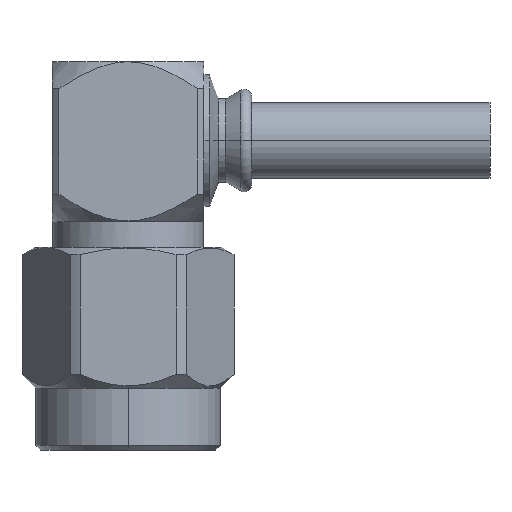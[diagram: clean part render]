
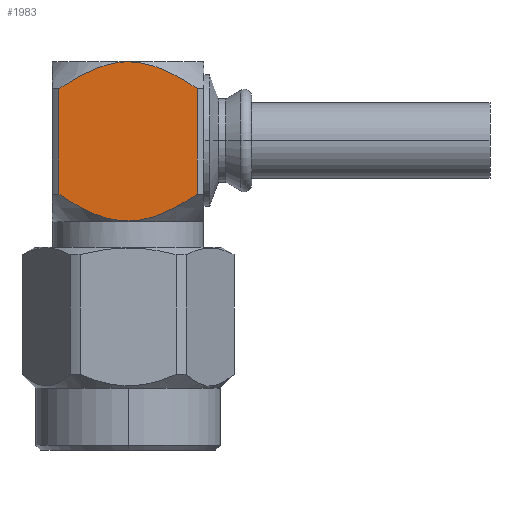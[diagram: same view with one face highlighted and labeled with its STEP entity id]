
A CAD part, left-side view. The second image highlights one B-rep face of the part: STEP entity #1983.
In plain terms, the highlighted planar face has unit normal (-1, 0, 0).
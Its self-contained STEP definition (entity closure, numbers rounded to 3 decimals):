
#27 = CARTESIAN_POINT ( 'NONE',  ( -3.175, -2.9, -1.125 ) ) ;
#112 = DIRECTION ( 'NONE',  ( -1., 0., 0. ) ) ;
#172 = CARTESIAN_POINT ( 'NONE',  ( -3.175, 0.531, -6.641 ) ) ;
#187 = VERTEX_POINT ( 'NONE', #375 ) ;
#283 = CARTESIAN_POINT ( 'NONE',  ( -3.175, 0., 0. ) ) ;
#325 = DIRECTION ( 'NONE',  ( 0., 0., -1. ) ) ;
#355 = B_SPLINE_CURVE_WITH_KNOTS ( 'NONE', 3,
 ( #2244, #389, #1874, #1070, #2425, #1287, #2622, #1491, #172, #1683, #400, #1878, #631, #2062 ),
 .UNSPECIFIED., .F., .F.,
 ( 4, 2, 2, 2, 2, 2, 4 ),
 ( 0.004, 0.005, 0.006, 0.007, 0.008, 0.009, 0.01 ),
 .UNSPECIFIED. ) ;
#367 = CARTESIAN_POINT ( 'NONE',  ( -3.175, -2.9, -13.4 ) ) ;
#375 = CARTESIAN_POINT ( 'NONE',  ( -3.175, 2.9, -1.125 ) ) ;
#389 = CARTESIAN_POINT ( 'NONE',  ( -3.175, -2.464, -5.844 ) ) ;
#400 = CARTESIAN_POINT ( 'NONE',  ( -3.175, 1.293, -6.429 ) ) ;
#414 = EDGE_CURVE ( 'NONE', #2522, #187, #906, .T. ) ;
#480 = CARTESIAN_POINT ( 'NONE',  ( -3.175, 2.9, -5.55 ) ) ;
#606 = EDGE_CURVE ( 'NONE', #187, #819, #1301, .T. ) ;
#631 = CARTESIAN_POINT ( 'NONE',  ( -3.175, 2.467, -5.842 ) ) ;
#694 = VERTEX_POINT ( 'NONE', #27 ) ;
#703 = ORIENTED_EDGE ( 'NONE', *, *, #1627, .F. ) ;
#819 = VERTEX_POINT ( 'NONE', #283 ) ;
#884 = ORIENTED_EDGE ( 'NONE', *, *, #1345, .F. ) ;
#906 = LINE ( 'NONE', #1679, #2368 ) ;
#919 = ORIENTED_EDGE ( 'NONE', *, *, #1319, .F. ) ;
#988 = CARTESIAN_POINT ( 'NONE',  ( -3.175, -2.465, -0.831 ) ) ;
#998 = PLANE ( 'NONE',  #2258 ) ;
#1040 = ORIENTED_EDGE ( 'NONE', *, *, #414, .F. ) ;
#1062 = CARTESIAN_POINT ( 'NONE',  ( -3.175, -2.9, -1.125 ) ) ;
#1070 = CARTESIAN_POINT ( 'NONE',  ( -3.175, -1.287, -6.431 ) ) ;
#1112 = FACE_OUTER_BOUND ( 'NONE', #2374, .T. ) ;
#1121 = ORIENTED_EDGE ( 'NONE', *, *, #606, .F. ) ;
#1206 = CARTESIAN_POINT ( 'NONE',  ( -3.175, 0., 0. ) ) ;
#1269 = CARTESIAN_POINT ( 'NONE',  ( -3.175, -2.009, -0.557 ) ) ;
#1287 = CARTESIAN_POINT ( 'NONE',  ( -3.175, -0.522, -6.642 ) ) ;
#1301 = B_SPLINE_CURVE_WITH_KNOTS ( 'NONE', 3,
 ( #1789, #1818, #1616, #1392, #1456, #1411, #1401, #1206 ),
 .UNSPECIFIED., .F., .F.,
 ( 4, 2, 2, 4 ),
 ( 0.014, 0.015, 0.016, 0.017 ),
 .UNSPECIFIED. ) ;
#1303 = CARTESIAN_POINT ( 'NONE',  ( -3.175, 0., 0. ) ) ;
#1319 = EDGE_CURVE ( 'NONE', #694, #2319, #2451, .T. ) ;
#1345 = EDGE_CURVE ( 'NONE', #819, #694, #1848, .T. ) ;
#1392 = CARTESIAN_POINT ( 'NONE',  ( -3.175, 1.292, -0.246 ) ) ;
#1401 = CARTESIAN_POINT ( 'NONE',  ( -3.175, 0.263, 0. ) ) ;
#1411 = CARTESIAN_POINT ( 'NONE',  ( -3.175, 0.53, -0.034 ) ) ;
#1456 = CARTESIAN_POINT ( 'NONE',  ( -3.175, 1.042, -0.157 ) ) ;
#1459 = VECTOR ( 'NONE', #325, 1000. ) ;
#1472 = CARTESIAN_POINT ( 'NONE',  ( -3.175, -1.288, -0.244 ) ) ;
#1491 = CARTESIAN_POINT ( 'NONE',  ( -3.175, 0.264, -6.675 ) ) ;
#1538 = CARTESIAN_POINT ( 'NONE',  ( -3.175, -1.04, -0.157 ) ) ;
#1616 = CARTESIAN_POINT ( 'NONE',  ( -3.175, 2.02, -0.563 ) ) ;
#1623 = DIRECTION ( 'NONE',  ( 0., -1., 0. ) ) ;
#1627 = EDGE_CURVE ( 'NONE', #2319, #2522, #355, .T. ) ;
#1657 = DIRECTION ( 'NONE',  ( 0., 0., 1. ) ) ;
#1679 = CARTESIAN_POINT ( 'NONE',  ( -3.175, 2.9, -13.4 ) ) ;
#1683 = CARTESIAN_POINT ( 'NONE',  ( -3.175, 1.043, -6.517 ) ) ;
#1789 = CARTESIAN_POINT ( 'NONE',  ( -3.175, 2.9, -1.125 ) ) ;
#1818 = CARTESIAN_POINT ( 'NONE',  ( -3.175, 2.467, -0.833 ) ) ;
#1848 = B_SPLINE_CURVE_WITH_KNOTS ( 'NONE', 3,
 ( #1303, #2096, #1892, #1538, #1472, #1269, #988, #1062 ),
 .UNSPECIFIED., .F., .F.,
 ( 4, 2, 2, 4 ),
 ( 0.017, 0.018, 0.018, 0.02 ),
 .UNSPECIFIED. ) ;
#1874 = CARTESIAN_POINT ( 'NONE',  ( -3.175, -2.009, -6.118 ) ) ;
#1878 = CARTESIAN_POINT ( 'NONE',  ( -3.175, 2.02, -6.112 ) ) ;
#1892 = CARTESIAN_POINT ( 'NONE',  ( -3.175, -0.523, -0.033 ) ) ;
#1983 = ADVANCED_FACE ( 'NONE', ( #1112 ), #998, .T. ) ;
#2006 = CARTESIAN_POINT ( 'NONE',  ( -3.175, 3.175, -13.4 ) ) ;
#2062 = CARTESIAN_POINT ( 'NONE',  ( -3.175, 2.9, -5.55 ) ) ;
#2096 = CARTESIAN_POINT ( 'NONE',  ( -3.175, -0.263, 0. ) ) ;
#2244 = CARTESIAN_POINT ( 'NONE',  ( -3.175, -2.9, -5.55 ) ) ;
#2258 = AXIS2_PLACEMENT_3D ( 'NONE', #2006, #112, #1623 ) ;
#2319 = VERTEX_POINT ( 'NONE', #2428 ) ;
#2368 = VECTOR ( 'NONE', #1657, 1000. ) ;
#2374 = EDGE_LOOP ( 'NONE', ( #703, #919, #884, #1121, #1040 ) ) ;
#2425 = CARTESIAN_POINT ( 'NONE',  ( -3.175, -1.039, -6.519 ) ) ;
#2428 = CARTESIAN_POINT ( 'NONE',  ( -3.175, -2.9, -5.55 ) ) ;
#2451 = LINE ( 'NONE', #367, #1459 ) ;
#2522 = VERTEX_POINT ( 'NONE', #480 ) ;
#2622 = CARTESIAN_POINT ( 'NONE',  ( -3.175, -0.262, -6.675 ) ) ;
